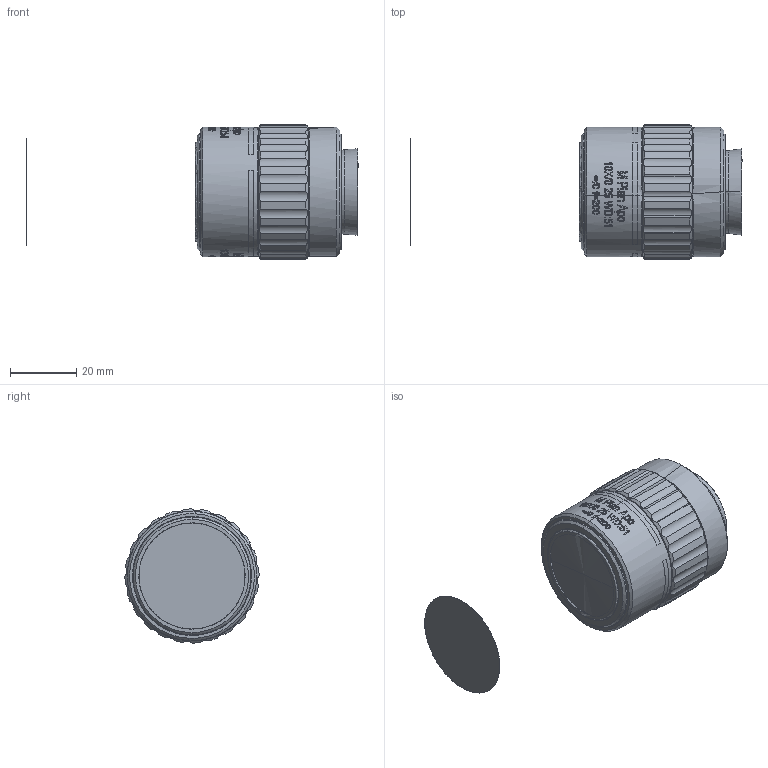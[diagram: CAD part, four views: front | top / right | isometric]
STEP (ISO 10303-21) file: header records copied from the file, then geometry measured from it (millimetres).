
FILE_DESCRIPTION (( 'STEP AP203' ), '1' );
FILE_NAME ('690098.STEP', '2025-08-19T05:48:43', ( '' ), ( '' ), 'SwSTEP 2.0', 'SolidWorks 2024', '' );
FILE_SCHEMA (( 'CONFIG_CONTROL_DESIGN' ));
Length unit declared in the file: millimetre
Products named in the file (1): 690098
Bounding box: 100.1 x 40.5 x 40.5 mm (x, y, z)
Surface area: 12596.8 mm2 (no closed solid volume)
Topology: 0 solids, 10 shells, 326 faces, 1127 edges, 897 vertices
Faces by surface type: cylinder 181, bspline 55, plane 50, cone 34, sphere 4, torus 2
Entity records: 27038 total; most frequent: CARTESIAN_POINT 19288, ORIENTED_EDGE 2213, EDGE_CURVE 1123, B_SPLINE_CURVE_WITH_KNOTS 1123, VERTEX_POINT 897, DIRECTION 544, EDGE_LOOP 418, ADVANCED_FACE 326
